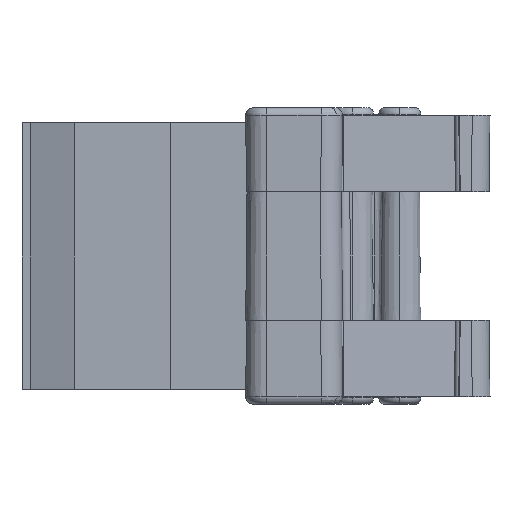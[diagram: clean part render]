
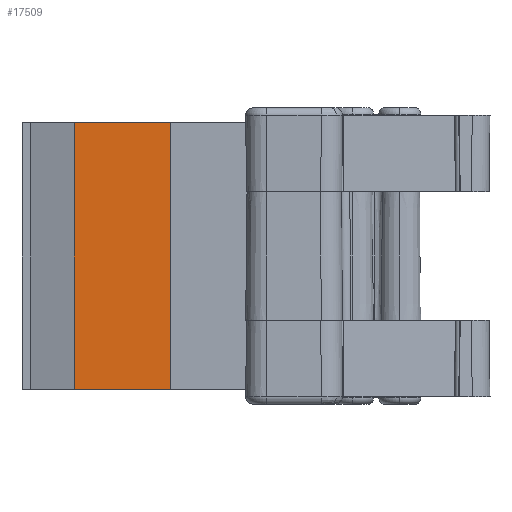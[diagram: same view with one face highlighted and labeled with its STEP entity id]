
A CAD part, left-side view. The second image highlights one B-rep face of the part: STEP entity #17509.
In plain terms, the highlighted planar face has unit normal (-1, 0, 0).
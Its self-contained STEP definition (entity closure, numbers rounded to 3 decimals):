
#1875 = ORIENTED_EDGE ( 'NONE', *, *, #7882, .F. ) ;
#1985 = ORIENTED_EDGE ( 'NONE', *, *, #7880, .F. ) ;
#2038 = ORIENTED_EDGE ( 'NONE', *, *, #7898, .T. ) ;
#2219 = ORIENTED_EDGE ( 'NONE', *, *, #7881, .F. ) ;
#6695 = AXIS2_PLACEMENT_3D ( 'NONE', #26558, #26567, #26568 ) ;
#7880 = EDGE_CURVE ( 'NONE', #8972, #8974, #17836, .T. ) ;
#7881 = EDGE_CURVE ( 'NONE', #8976, #8979, #17840, .T. ) ;
#7882 = EDGE_CURVE ( 'NONE', #8974, #8976, #17842, .T. ) ;
#7898 = EDGE_CURVE ( 'NONE', #8972, #8979, #17874, .T. ) ;
#8972 = VERTEX_POINT ( 'NONE', #21693 ) ;
#8974 = VERTEX_POINT ( 'NONE', #21695 ) ;
#8976 = VERTEX_POINT ( 'NONE', #21696 ) ;
#8979 = VERTEX_POINT ( 'NONE', #21698 ) ;
#9884 = EDGE_LOOP ( 'NONE', ( #1985, #2038, #2219, #1875 ) ) ;
#17509 = ADVANCED_FACE ( 'NONE', ( #27687 ), #26565, .T. ) ;
#17836 = LINE ( 'NONE', #18711, #17841 ) ;
#17840 = LINE ( 'NONE', #18717, #17843 ) ;
#17841 = VECTOR ( 'NONE', #18716, 1000. ) ;
#17842 = LINE ( 'NONE', #18719, #17845 ) ;
#17843 = VECTOR ( 'NONE', #18718, 1000. ) ;
#17845 = VECTOR ( 'NONE', #18721, 1000. ) ;
#17874 = LINE ( 'NONE', #18751, #17877 ) ;
#17877 = VECTOR ( 'NONE', #18753, 1000. ) ;
#18711 = CARTESIAN_POINT ( 'NONE',  ( -35.16, 31.8, 15.8 ) ) ;
#18716 = DIRECTION ( 'NONE',  ( 0., -1., 0. ) ) ;
#18717 = CARTESIAN_POINT ( 'NONE',  ( -35.16, 31.8, -15.8 ) ) ;
#18718 = DIRECTION ( 'NONE',  ( 0., 1., 0. ) ) ;
#18719 = CARTESIAN_POINT ( 'NONE',  ( -35.16, 20.4, 36.824 ) ) ;
#18721 = DIRECTION ( 'NONE',  ( 0., 0., -1. ) ) ;
#18751 = CARTESIAN_POINT ( 'NONE',  ( -35.16, 31.8, 36.824 ) ) ;
#18753 = DIRECTION ( 'NONE',  ( 0., 0., -1. ) ) ;
#21693 = CARTESIAN_POINT ( 'NONE',  ( -35.16, 31.8, 15.8 ) ) ;
#21695 = CARTESIAN_POINT ( 'NONE',  ( -35.16, 20.4, 15.8 ) ) ;
#21696 = CARTESIAN_POINT ( 'NONE',  ( -35.16, 20.4, -15.8 ) ) ;
#21698 = CARTESIAN_POINT ( 'NONE',  ( -35.16, 31.8, -15.8 ) ) ;
#26558 = CARTESIAN_POINT ( 'NONE',  ( -35.16, 31.8, 36.824 ) ) ;
#26565 = PLANE ( 'NONE',  #6695 ) ;
#26567 = DIRECTION ( 'NONE',  ( -1., 0., 0. ) ) ;
#26568 = DIRECTION ( 'NONE',  ( 0., 1., 0. ) ) ;
#27687 = FACE_OUTER_BOUND ( 'NONE', #9884, .T. ) ;
